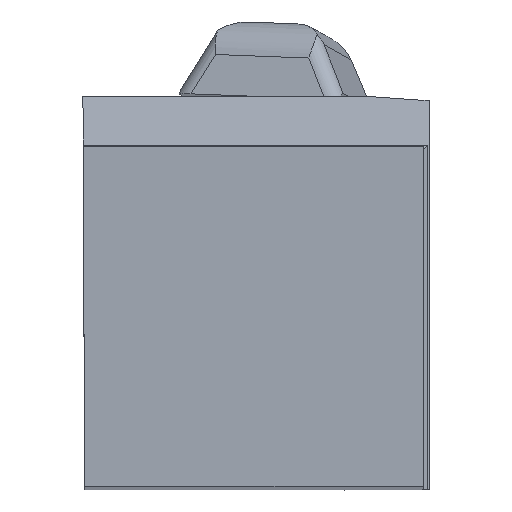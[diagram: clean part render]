
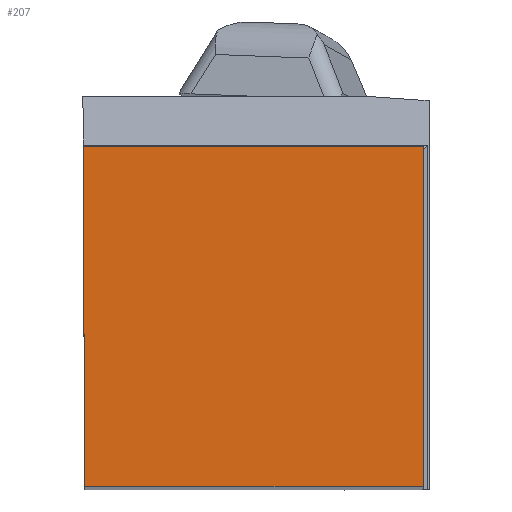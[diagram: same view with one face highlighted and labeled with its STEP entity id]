
A CAD part, top view. The second image highlights one B-rep face of the part: STEP entity #207.
In plain terms, the highlighted planar face has unit normal (0, 0, 1).
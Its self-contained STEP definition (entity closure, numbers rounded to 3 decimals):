
#142=FACE_OUTER_BOUND('',#608,.T.);
#207=ADVANCED_FACE('BLANK_BOXF006',(#142),#266,.F.);
#266=PLANE('',#1442);
#351=LINE('',#2073,#488);
#360=LINE('',#2092,#497);
#368=LINE('',#2106,#505);
#369=LINE('',#2108,#506);
#488=VECTOR('',#1645,1.);
#497=VECTOR('',#1656,1.);
#505=VECTOR('',#1668,1.);
#506=VECTOR('',#1669,1.);
#608=EDGE_LOOP('',(#781,#782,#783,#784));
#781=ORIENTED_EDGE('',*,*,#1216,.T.);
#782=ORIENTED_EDGE('',*,*,#1217,.T.);
#783=ORIENTED_EDGE('',*,*,#1199,.T.);
#784=ORIENTED_EDGE('',*,*,#1208,.T.);
#1065=VERTEX_POINT('',#2072);
#1066=VERTEX_POINT('',#2074);
#1074=VERTEX_POINT('',#2091);
#1079=VERTEX_POINT('',#2107);
#1199=EDGE_CURVE('',#1066,#1065,#351,.T.);
#1208=EDGE_CURVE('',#1065,#1074,#360,.T.);
#1216=EDGE_CURVE('',#1074,#1079,#368,.T.);
#1217=EDGE_CURVE('',#1079,#1066,#369,.T.);
#1442=AXIS2_PLACEMENT_3D('',#2109,#1670,#1671);
#1645=DIRECTION('',(0.004,-1.,0.));
#1656=DIRECTION('',(1.,0.,0.));
#1668=DIRECTION('',(0.,1.,0.));
#1669=DIRECTION('',(-1.,0.,0.));
#1670=DIRECTION('',(0.,0.,-1.));
#1671=DIRECTION('',(1.,0.,0.));
#2072=CARTESIAN_POINT('',(0.174,0.,0.));
#2073=CARTESIAN_POINT('',(-1.006,270.347,0.));
#2074=CARTESIAN_POINT('',(0.,39.85,0.));
#2091=CARTESIAN_POINT('',(39.85,0.,0.));
#2092=CARTESIAN_POINT('',(-270.35,0.,0.));
#2106=CARTESIAN_POINT('',(39.85,-270.35,0.));
#2107=CARTESIAN_POINT('',(39.85,39.85,0.));
#2108=CARTESIAN_POINT('',(270.35,39.85,0.));
#2109=CARTESIAN_POINT('',(54.35,-5.,0.));
